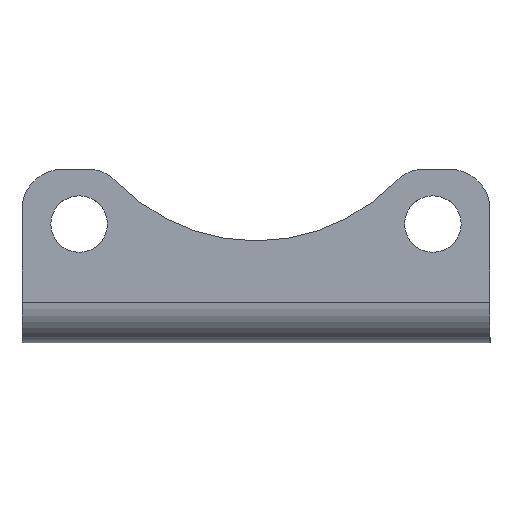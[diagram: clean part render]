
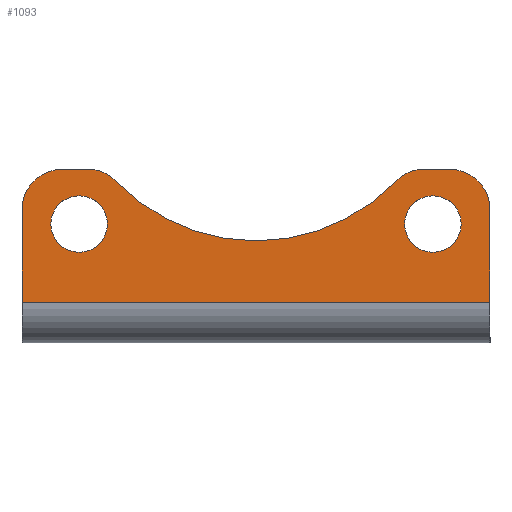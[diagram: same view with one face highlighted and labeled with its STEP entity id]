
A CAD part, top view. The second image highlights one B-rep face of the part: STEP entity #1093.
In plain terms, the highlighted planar face has unit normal (0, 0, 1).
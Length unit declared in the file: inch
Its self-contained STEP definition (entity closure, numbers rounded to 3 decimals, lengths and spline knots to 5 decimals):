
#19=FACE_BOUND('',#246,.T.);
#20=FACE_BOUND('',#247,.T.);
#71=CIRCLE('',#1173,1.2);
#73=CIRCLE('',#1177,0.175);
#75=CIRCLE('',#1180,0.175);
#77=CIRCLE('',#1183,0.25);
#79=CIRCLE('',#1187,0.25);
#81=CIRCLE('',#1190,0.25);
#83=CIRCLE('',#1194,0.25);
#119=PLANE('',#1197);
#177=FACE_OUTER_BOUND('',#245,.T.);
#245=EDGE_LOOP('',(#961,#962,#963,#964,#965,#966,#967,#968,#969,#970));
#246=EDGE_LOOP('',(#971));
#247=EDGE_LOOP('',(#972));
#323=LINE('',#2742,#419);
#333=LINE('',#2771,#429);
#339=LINE('',#2796,#435);
#343=LINE('',#2811,#439);
#346=LINE('',#2820,#442);
#419=VECTOR('',#1375,0.3937);
#429=VECTOR('',#1413,0.3937);
#435=VECTOR('',#1439,0.3937);
#439=VECTOR('',#1457,0.3937);
#442=VECTOR('',#1468,0.3937);
#529=VERTEX_POINT('',#2729);
#531=VERTEX_POINT('',#2735);
#534=VERTEX_POINT('',#2762);
#536=VERTEX_POINT('',#2766);
#537=VERTEX_POINT('',#2770);
#540=VERTEX_POINT('',#2778);
#542=VERTEX_POINT('',#2783);
#544=VERTEX_POINT('',#2788);
#546=VERTEX_POINT('',#2793);
#548=VERTEX_POINT('',#2803);
#550=VERTEX_POINT('',#2808);
#552=VERTEX_POINT('',#2815);
#661=EDGE_CURVE('',#529,#531,#323,.T.);
#672=EDGE_CURVE('',#536,#534,#71,.T.);
#673=EDGE_CURVE('',#529,#537,#333,.T.);
#677=EDGE_CURVE('',#540,#540,#73,.T.);
#679=EDGE_CURVE('',#542,#542,#75,.T.);
#681=EDGE_CURVE('',#537,#544,#77,.T.);
#685=EDGE_CURVE('',#544,#546,#339,.T.);
#687=EDGE_CURVE('',#546,#536,#79,.T.);
#689=EDGE_CURVE('',#534,#548,#81,.T.);
#693=EDGE_CURVE('',#548,#550,#343,.T.);
#695=EDGE_CURVE('',#550,#552,#83,.T.);
#698=EDGE_CURVE('',#552,#531,#346,.T.);
#961=ORIENTED_EDGE('',*,*,#661,.T.);
#962=ORIENTED_EDGE('',*,*,#698,.F.);
#963=ORIENTED_EDGE('',*,*,#695,.F.);
#964=ORIENTED_EDGE('',*,*,#693,.F.);
#965=ORIENTED_EDGE('',*,*,#689,.F.);
#966=ORIENTED_EDGE('',*,*,#672,.F.);
#967=ORIENTED_EDGE('',*,*,#687,.F.);
#968=ORIENTED_EDGE('',*,*,#685,.F.);
#969=ORIENTED_EDGE('',*,*,#681,.F.);
#970=ORIENTED_EDGE('',*,*,#673,.F.);
#971=ORIENTED_EDGE('',*,*,#677,.T.);
#972=ORIENTED_EDGE('',*,*,#679,.T.);
#1093=ADVANCED_FACE('',(#177,#19,#20),#119,.F.);
#1173=AXIS2_PLACEMENT_3D('',#2768,#1409,#1410);
#1177=AXIS2_PLACEMENT_3D('',#2779,#1420,#1421);
#1180=AXIS2_PLACEMENT_3D('',#2784,#1426,#1427);
#1183=AXIS2_PLACEMENT_3D('',#2789,#1432,#1433);
#1187=AXIS2_PLACEMENT_3D('',#2799,#1444,#1445);
#1190=AXIS2_PLACEMENT_3D('',#2804,#1450,#1451);
#1194=AXIS2_PLACEMENT_3D('',#2816,#1462,#1463);
#1197=AXIS2_PLACEMENT_3D('',#2822,#1471,#1472);
#1375=DIRECTION('',(1.,0.,0.));
#1409=DIRECTION('center_axis',(0.,0.,1.));
#1410=DIRECTION('ref_axis',(-0.777,0.63,0.));
#1413=DIRECTION('',(0.,1.,0.));
#1420=DIRECTION('center_axis',(0.,0.,-1.));
#1421=DIRECTION('ref_axis',(1.,0.,0.));
#1426=DIRECTION('center_axis',(0.,0.,-1.));
#1427=DIRECTION('ref_axis',(1.,0.,0.));
#1432=DIRECTION('center_axis',(0.,0.,-1.));
#1433=DIRECTION('ref_axis',(-0.707,0.707,0.));
#1439=DIRECTION('',(1.,0.,0.));
#1444=DIRECTION('center_axis',(0.,0.,-1.));
#1445=DIRECTION('ref_axis',(0.391,0.92,0.));
#1450=DIRECTION('center_axis',(0.,0.,-1.));
#1451=DIRECTION('ref_axis',(-0.391,0.92,0.));
#1457=DIRECTION('',(1.,0.,0.));
#1462=DIRECTION('center_axis',(0.,0.,-1.));
#1463=DIRECTION('ref_axis',(0.707,0.707,0.));
#1468=DIRECTION('',(0.,-1.,0.));
#1471=DIRECTION('center_axis',(0.,0.,-1.));
#1472=DIRECTION('ref_axis',(0.,1.,0.));
#2729=CARTESIAN_POINT('',(-1.45,0.25,0.98563));
#2735=CARTESIAN_POINT('',(1.45,0.25,0.98563));
#2742=CARTESIAN_POINT('',(-0.725,0.25,0.98563));
#2762=CARTESIAN_POINT('',(0.86418,0.99808,0.98563));
#2766=CARTESIAN_POINT('',(-0.86418,0.99808,0.98563));
#2768=CARTESIAN_POINT('Origin',(0.,1.83066,0.98563));
#2770=CARTESIAN_POINT('',(-1.45,0.82463,0.98563));
#2771=CARTESIAN_POINT('',(-1.45,-0.76837,0.98563));
#2778=CARTESIAN_POINT('',(0.921,0.73463,0.98563));
#2779=CARTESIAN_POINT('Origin',(1.096,0.73463,0.98563));
#2783=CARTESIAN_POINT('',(-1.271,0.73463,0.98563));
#2784=CARTESIAN_POINT('Origin',(-1.096,0.73463,0.98563));
#2788=CARTESIAN_POINT('',(-1.2,1.07463,0.98563));
#2789=CARTESIAN_POINT('Origin',(-1.2,0.82463,0.98563));
#2793=CARTESIAN_POINT('',(-1.04422,1.07463,0.98563));
#2796=CARTESIAN_POINT('',(-1.45,1.07463,0.98563));
#2799=CARTESIAN_POINT('Origin',(-1.04422,0.82463,0.98563));
#2803=CARTESIAN_POINT('',(1.04422,1.07463,0.98563));
#2804=CARTESIAN_POINT('Origin',(1.04422,0.82463,0.98563));
#2808=CARTESIAN_POINT('',(1.2,1.07463,0.98563));
#2811=CARTESIAN_POINT('',(0.93189,1.07463,0.98563));
#2815=CARTESIAN_POINT('',(1.45,0.82463,0.98563));
#2816=CARTESIAN_POINT('Origin',(1.2,0.82463,0.98563));
#2820=CARTESIAN_POINT('',(1.45,1.07463,0.98563));
#2822=CARTESIAN_POINT('Origin',(0.,0.0302,
0.98563));
